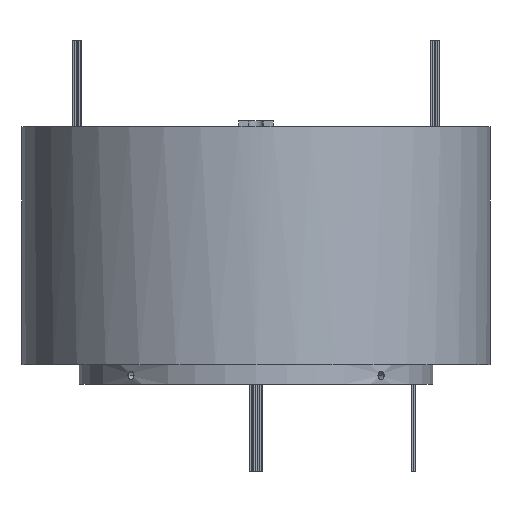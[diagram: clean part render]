
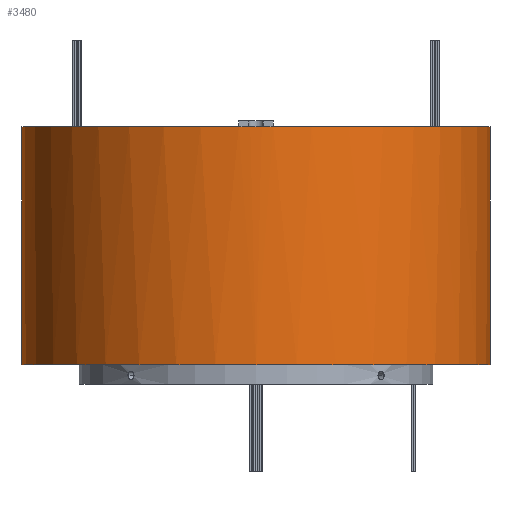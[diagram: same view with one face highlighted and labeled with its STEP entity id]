
A CAD part, front view. The second image highlights one B-rep face of the part: STEP entity #3480.
In plain terms, the highlighted cylindrical face has radius 238 mm (diameter 476 mm), a partial arc.
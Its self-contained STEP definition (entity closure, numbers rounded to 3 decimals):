
#98 = ORIENTED_EDGE ( 'NONE', *, *, #1152, .F. ) ;
#101 = DIRECTION ( 'NONE',  ( 0., 0., -1. ) ) ;
#259 = AXIS2_PLACEMENT_3D ( 'NONE', #6107, #2989, #6643 ) ;
#306 = VECTOR ( 'NONE', #2231, 1000. ) ;
#386 = DIRECTION ( 'NONE',  ( -1., 0., 0. ) ) ;
#709 = VERTEX_POINT ( 'NONE', #5256 ) ;
#873 = AXIS2_PLACEMENT_3D ( 'NONE', #5332, #2242, #5857 ) ;
#1083 = CARTESIAN_POINT ( 'NONE',  ( 0., 0., 262. ) ) ;
#1116 = ORIENTED_EDGE ( 'NONE', *, *, #3430, .F. ) ;
#1152 = EDGE_CURVE ( 'NONE', #709, #5055, #1626, .T. ) ;
#1166 = CARTESIAN_POINT ( 'NONE',  ( -238., 0., 262. ) ) ;
#1171 = ORIENTED_EDGE ( 'NONE', *, *, #1468, .F. ) ;
#1299 = VERTEX_POINT ( 'NONE', #4297 ) ;
#1468 = EDGE_CURVE ( 'NONE', #1299, #2707, #2910, .T. ) ;
#1589 = DIRECTION ( 'NONE',  ( 1., 0., 0. ) ) ;
#1610 = EDGE_LOOP ( 'NONE', ( #98, #6233, #1171, #1116, #4452, #6460 ) ) ;
#1626 = LINE ( 'NONE', #3169, #5752 ) ;
#1690 = CIRCLE ( 'NONE', #2379, 238. ) ;
#2094 = VERTEX_POINT ( 'NONE', #6099 ) ;
#2193 = VERTEX_POINT ( 'NONE', #4720 ) ;
#2231 = DIRECTION ( 'NONE',  ( 0., 0., -1. ) ) ;
#2242 = DIRECTION ( 'NONE',  ( 0., 0., 1. ) ) ;
#2379 = AXIS2_PLACEMENT_3D ( 'NONE', #1083, #4688, #1589 ) ;
#2416 = FACE_OUTER_BOUND ( 'NONE', #1610, .T. ) ;
#2492 = CARTESIAN_POINT ( 'NONE',  ( 0., 0., 262. ) ) ;
#2577 = AXIS2_PLACEMENT_3D ( 'NONE', #2492, #3001, #386 ) ;
#2707 = VERTEX_POINT ( 'NONE', #2825 ) ;
#2825 = CARTESIAN_POINT ( 'NONE',  ( 17.5, -237.356, 262. ) ) ;
#2910 = CIRCLE ( 'NONE', #5483, 238. ) ;
#2989 = DIRECTION ( 'NONE',  ( 0., 0., 1. ) ) ;
#3001 = DIRECTION ( 'NONE',  ( 0., 0., -1. ) ) ;
#3051 = DIRECTION ( 'NONE',  ( 0., 0., 1. ) ) ;
#3169 = CARTESIAN_POINT ( 'NONE',  ( 238., 0., 262. ) ) ;
#3259 = CARTESIAN_POINT ( 'NONE',  ( 238., 0., 20. ) ) ;
#3291 = EDGE_CURVE ( 'NONE', #2707, #709, #1690, .T. ) ;
#3339 = CIRCLE ( 'NONE', #259, 238. ) ;
#3430 = EDGE_CURVE ( 'NONE', #2193, #1299, #3950, .T. ) ;
#3480 = ADVANCED_FACE ( 'NONE', ( #2416 ), #6227, .T. ) ;
#3950 = CIRCLE ( 'NONE', #873, 238. ) ;
#4297 = CARTESIAN_POINT ( 'NONE',  ( -17.5, -237.356, 262. ) ) ;
#4452 = ORIENTED_EDGE ( 'NONE', *, *, #5050, .T. ) ;
#4688 = DIRECTION ( 'NONE',  ( 0., 0., 1. ) ) ;
#4720 = CARTESIAN_POINT ( 'NONE',  ( -238., 0., 262. ) ) ;
#5050 = EDGE_CURVE ( 'NONE', #2193, #2094, #5618, .T. ) ;
#5055 = VERTEX_POINT ( 'NONE', #3259 ) ;
#5256 = CARTESIAN_POINT ( 'NONE',  ( 238., 0., 262. ) ) ;
#5332 = CARTESIAN_POINT ( 'NONE',  ( 0., 0., 262. ) ) ;
#5483 = AXIS2_PLACEMENT_3D ( 'NONE', #6175, #3051, #6697 ) ;
#5618 = LINE ( 'NONE', #1166, #306 ) ;
#5752 = VECTOR ( 'NONE', #101, 1000. ) ;
#5857 = DIRECTION ( 'NONE',  ( 1., 0., 0. ) ) ;
#6099 = CARTESIAN_POINT ( 'NONE',  ( -238., 0., 20. ) ) ;
#6107 = CARTESIAN_POINT ( 'NONE',  ( 0., 0., 20. ) ) ;
#6175 = CARTESIAN_POINT ( 'NONE',  ( 0., 0., 262. ) ) ;
#6227 = CYLINDRICAL_SURFACE ( 'NONE', #2577, 238. ) ;
#6233 = ORIENTED_EDGE ( 'NONE', *, *, #3291, .F. ) ;
#6460 = ORIENTED_EDGE ( 'NONE', *, *, #6610, .T. ) ;
#6610 = EDGE_CURVE ( 'NONE', #2094, #5055, #3339, .T. ) ;
#6643 = DIRECTION ( 'NONE',  ( 1., 0., 0. ) ) ;
#6697 = DIRECTION ( 'NONE',  ( 1., 0., 0. ) ) ;
